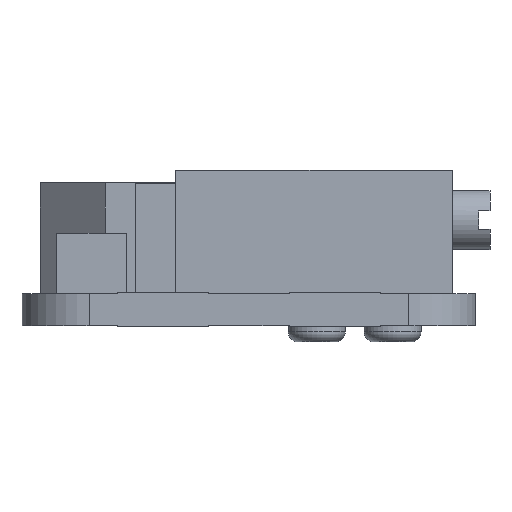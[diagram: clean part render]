
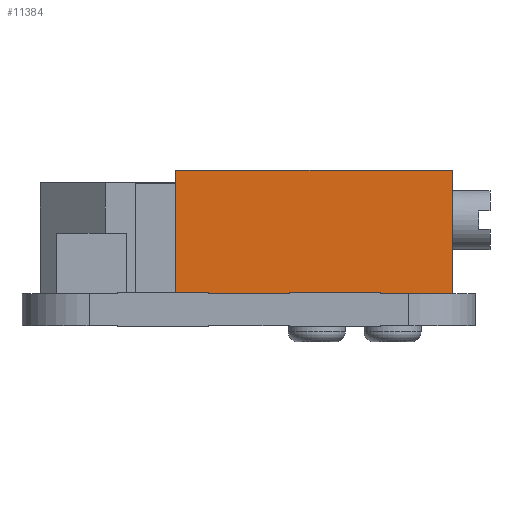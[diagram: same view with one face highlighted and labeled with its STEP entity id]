
A CAD part, left-side view. The second image highlights one B-rep face of the part: STEP entity #11384.
In plain terms, the highlighted planar face has unit normal (-1, 0, 0).
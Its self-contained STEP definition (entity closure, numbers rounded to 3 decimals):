
#2053=ORIENTED_EDGE('',*,*,#3177,.F.);
#2054=ORIENTED_EDGE('',*,*,#3793,.F.);
#2055=ORIENTED_EDGE('',*,*,#3794,.T.);
#2056=ORIENTED_EDGE('',*,*,#3795,.T.);
#2057=ORIENTED_EDGE('',*,*,#3181,.F.);
#2058=ORIENTED_EDGE('',*,*,#3796,.F.);
#3177=EDGE_CURVE('',#4333,#4334,#5146,.T.);
#3181=EDGE_CURVE('',#4337,#4338,#5147,.T.);
#3793=EDGE_CURVE('',#4758,#4333,#5429,.T.);
#3794=EDGE_CURVE('',#4758,#4759,#5430,.T.);
#3795=EDGE_CURVE('',#4759,#4338,#5431,.T.);
#3796=EDGE_CURVE('',#4334,#4337,#5432,.T.);
#4333=VERTEX_POINT('',#13793);
#4334=VERTEX_POINT('',#13794);
#4337=VERTEX_POINT('',#13803);
#4338=VERTEX_POINT('',#13805);
#4758=VERTEX_POINT('',#16900);
#4759=VERTEX_POINT('',#16904);
#5146=LINE('',#13792,#5711);
#5147=LINE('',#13804,#5712);
#5429=LINE('',#16901,#5994);
#5430=LINE('',#16903,#5995);
#5431=LINE('',#16905,#5996);
#5432=LINE('',#16906,#5997);
#5711=VECTOR('',#12243,1000.);
#5712=VECTOR('',#12244,1000.);
#5994=VECTOR('',#13002,1000.);
#5995=VECTOR('',#13005,1000.);
#5996=VECTOR('',#13006,1000.);
#5997=VECTOR('',#13007,1000.);
#6494=EDGE_LOOP('',(#2053,#2054,#2055,#2056,#2057,#2058));
#7066=FACE_BOUND('',#6494,.T.);
#7546=PLANE('',#11900);
#11384=ADVANCED_FACE('',(#7066),#7546,.T.);
#11900=AXIS2_PLACEMENT_3D('',#16902,#13003,#13004);
#12243=DIRECTION('',(0.,1.,0.));
#12244=DIRECTION('',(0.,1.,0.));
#13002=DIRECTION('',(0.,0.,-1.));
#13003=DIRECTION('',(-1.,0.,0.));
#13004=DIRECTION('',(0.,0.,1.));
#13005=DIRECTION('',(0.,1.,0.));
#13006=DIRECTION('',(0.,0.,-1.));
#13007=DIRECTION('',(0.,1.,0.));
#13792=CARTESIAN_POINT('',(-7.559,-13.245,0.));
#13793=CARTESIAN_POINT('',(-7.559,-13.245,0.));
#13794=CARTESIAN_POINT('',(-7.559,-12.42,0.));
#13803=CARTESIAN_POINT('',(-7.559,-12.154,0.));
#13804=CARTESIAN_POINT('',(-7.559,-13.245,0.));
#13805=CARTESIAN_POINT('',(-7.559,-2.773,0.));
#16900=CARTESIAN_POINT('',(-7.559,-13.245,4.674));
#16901=CARTESIAN_POINT('',(-7.559,-13.245,4.674));
#16902=CARTESIAN_POINT('',(-7.559,-13.245,4.674));
#16903=CARTESIAN_POINT('',(-7.559,-13.245,4.674));
#16904=CARTESIAN_POINT('',(-7.559,-2.773,4.674));
#16905=CARTESIAN_POINT('',(-7.559,-2.773,4.674));
#16906=CARTESIAN_POINT('',(-7.559,-13.245,0.));
